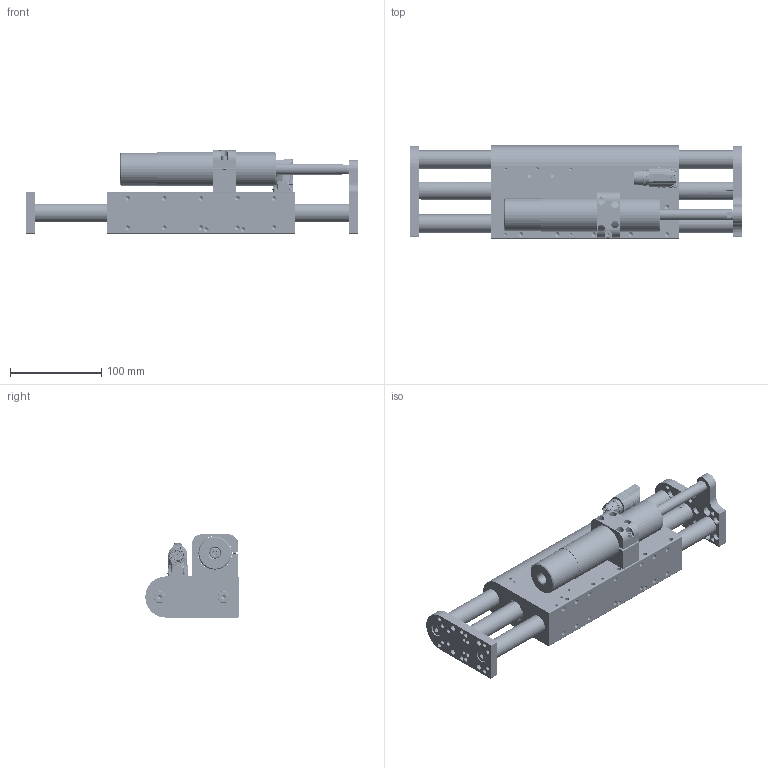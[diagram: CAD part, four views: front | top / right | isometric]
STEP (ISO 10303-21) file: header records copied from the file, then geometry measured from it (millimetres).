
FILE_DESCRIPTION (( 'STEP AP214' ), '1' );
FILE_NAME ('0186-2347_241128_DM01-37x120F-HP-R-135_MSxx.STEP', '2024-11-28T12:02:59', ( '' ), ( '' ), 'SwSTEP 2.0', 'SolidWorks 2024', '' );
FILE_SCHEMA (( 'AUTOMOTIVE_DESIGN' ));
Length unit declared in the file: millimetre
Products named in the file (26): 0180-1697_DM01k-37-H; 0230-0034_zyl.-schr._i-6kt_M5x18_8.8_v-b; DL01h-37_135-MSxx_eingefahren; 0150-3112_PAW01-20_PAW01-20; DM01h-37x120F-HP-R_135-MSxx; 0150-3128_MC01-Rw!m_GANZ; 0230-0158_Zyl.-Schr_I-6kt_n-K_M8x18_8.8_v-b; 0180-0532_MA01-PR01-DH_MA01-PR01-DH-4.9; 0180-2474_Z01-MF01-37; 0180-1580_DAG01-37h; MC01-Rw!m_fuss_Fuss; DSB01k-37x206; DL01h-20x14x...-2xM16_DL01h-20x14x347-2xM16; 0230-0400_Gew.-Stift_I-6kt_R-sch_M4x6_INOX; 0230-0168_Zyl.-Schr_I-6kt_n-K_M8x16_8.8_v-b; 0230-0222_zyl.-schr._i-6kt_M4x8_8.8_v-b; 0186-2346_PL01-20x350!300-HP-SF_PL01-20x350!300-HP-SF; 0186-2347_241128_DM01-37x120F-HP-R-135_MSxx; 112739-7; 0180-1457_DM01k-37-MagSpring; 0180-1455_DAG01k-37v; 0160-0650_Lins.-Schr_I-6rd_M2.5x6_INOX; 0186-0060_ML01-12x210!160_ML01-12x210!160; 0230-0043_Zyl.-Schr_I-6kt_M4x25_8.8_v-b; 0186-1274_MS01-37x170_MS01-R37x170; 0230-0658_Linearkugellager_LBBR 20-LS
Assembly tree (43 placements, depth 4):
  0186-2347_241128_DM01-37x120F-HP-R-135_MSxx
    DM01h-37x120F-HP-R_135-MSxx
      DSB01k-37x206
      0230-0658_Linearkugellager_LBBR 20-LS  x4
      0180-1580_DAG01-37h
      0180-1455_DAG01k-37v
      0150-3112_PAW01-20_PAW01-20  x2
      0150-3128_MC01-Rw!m_GANZ
        112739-7
        MC01-Rw!m_fuss_Fuss
      0160-0650_Lins.-Schr_I-6rd_M2.5x6_INOX  x4
      0230-0400_Gew.-Stift_I-6kt_R-sch_M4x6_INOX  x5
      0180-2474_Z01-MF01-37
      0230-0222_zyl.-schr._i-6kt_M4x8_8.8_v-b  x4
      0230-0043_Zyl.-Schr_I-6kt_M4x25_8.8_v-b
      0186-1274_MS01-37x170_MS01-R37x170
    DL01h-37_135-MSxx_eingefahren
      DL01h-20x14x...-2xM16_DL01h-20x14x347-2xM16  x2
      0186-2346_PL01-20x350!300-HP-SF_PL01-20x350!300-HP-SF
      0180-1697_DM01k-37-H
      0180-1457_DM01k-37-MagSpring
      0230-0158_Zyl.-Schr_I-6kt_n-K_M8x18_8.8_v-b
      0230-0168_Zyl.-Schr_I-6kt_n-K_M8x16_8.8_v-b  x4
      0186-0060_ML01-12x210!160_ML01-12x210!160
      0230-0034_zyl.-schr._i-6kt_M5x18_8.8_v-b
      0180-0532_MA01-PR01-DH_MA01-PR01-DH-4.9
Bounding box: 363 x 102 x 91 mm (x, y, z)
Volume: 1263291.5 mm3; surface area: 363475.6 mm2
Topology: 46 solids, 46 shells, 2726 faces, 6517 edges, 3978 vertices
Faces by surface type: plane 894, cylinder 873, cone 540, bspline 350, torus 68, sphere 1
Full cylindrical faces by diameter (mm): 0.6 x5, 1 x4, 1.1 x5, 2.05 x4, 2.1 x4, 2.5 x46, 2.7 x4, 3 x1, 3.2 x3, 3.3 x21, 4 x109, 4.2 x2, 4.3 x12, 4.5 x9, 4.8 x1, 5 x65, 6 x1, 6.4 x8, 6.8 x7, 7 x5, 8 x80, 8.4 x5, 8.5 x1, 10 x1, 10.5 x8, 12 x2, 13 x5, 14 x4, 14.2 x1, 15 x1
Entity records: 81878 total; most frequent: CARTESIAN_POINT 36144, ORIENTED_EDGE 8164, DIRECTION 7921, EDGE_CURVE 4082, AXIS2_PLACEMENT_3D 3247, EDGE_LOOP 2876, VERTEX_POINT 2868, FACE_OUTER_BOUND 2336
